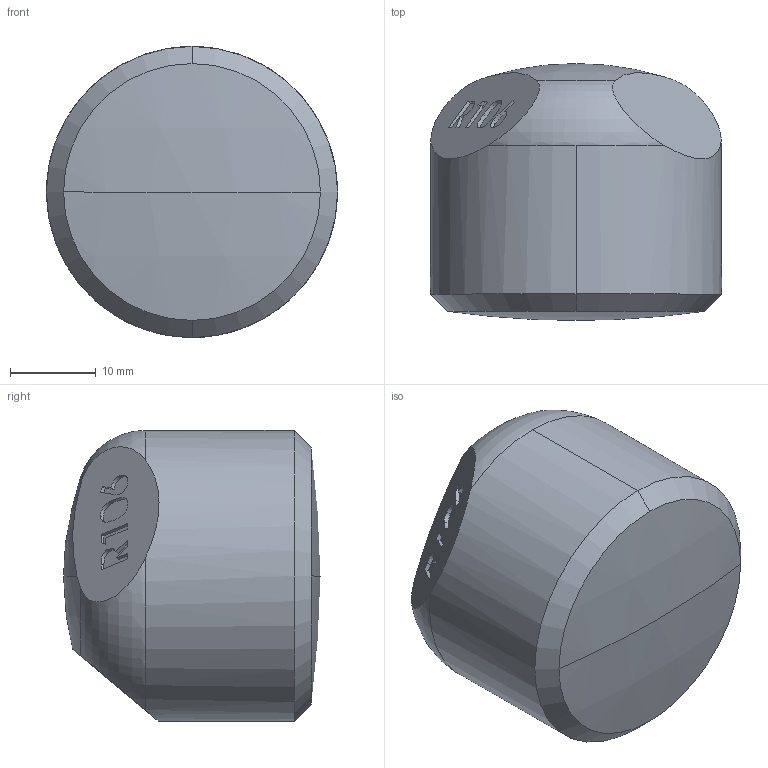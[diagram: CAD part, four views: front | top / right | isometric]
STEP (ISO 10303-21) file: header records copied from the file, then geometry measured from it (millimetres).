
FILE_DESCRIPTION (( 'STEP AP203' ), '1' );
FILE_NAME ('DPAD Sanding Tool.STEP', '2025-11-29T17:00:06', ( '' ), ( '' ), 'SwSTEP 2.0', 'SolidWorks 2025', '' );
FILE_SCHEMA (( 'CONFIG_CONTROL_DESIGN' ));
Length unit declared in the file: millimetre
Products named in the file (1): DPAD Sanding Tool
Bounding box: 34 x 30 x 34 mm (x, y, z)
Volume: 23042.8 mm3; surface area: 4168.9 mm2
Topology: 1 solids, 1 shells, 46 faces, 120 edges, 80 vertices
Faces by surface type: plane 24, bspline 11, sphere 4, torus 3, cylinder 2, cone 2
Entity records: 2383 total; most frequent: CARTESIAN_POINT 1250, ORIENTED_EDGE 240, DIRECTION 182, EDGE_CURVE 120, VERTEX_POINT 80, LINE 66, VECTOR 66, AXIS2_PLACEMENT_3D 58
